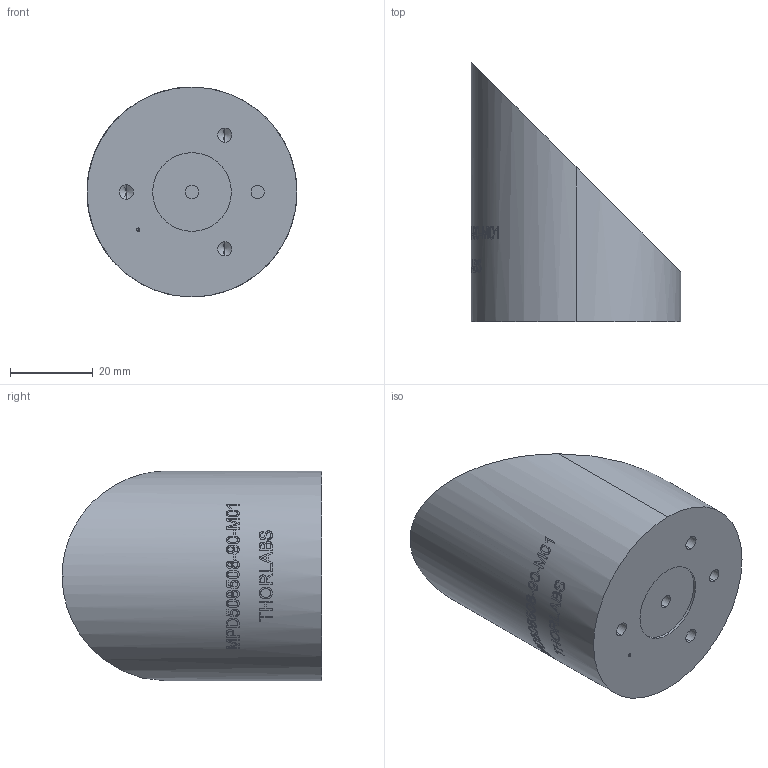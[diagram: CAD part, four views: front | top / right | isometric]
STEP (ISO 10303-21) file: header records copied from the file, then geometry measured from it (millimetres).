
FILE_DESCRIPTION (( 'STEP AP203' ), '1' );
FILE_NAME ('21176-E0W.STEP', '2014-09-08T18:19:24', ( 'admin' ), ( '' ), 'SwSTEP 2.0', 'SolidWorks 2014', '' );
FILE_SCHEMA (( 'CONFIG_CONTROL_DESIGN' ));
Length unit declared in the file: inch
Products named in the file (1): 21176-E0W
Bounding box: 50.8 x 62.8 x 50.8 mm (x, y, z)
Volume: 72082.5 mm3; surface area: 11294 mm2
Topology: 1 solids, 1 shells, 68 faces, 355 edges, 328 vertices
Faces by surface type: cylinder 54, cone 8, plane 4, bspline 2
Entity records: 8540 total; most frequent: CARTESIAN_POINT 5783, ORIENTED_EDGE 694, DIRECTION 375, EDGE_CURVE 347, VERTEX_POINT 328, B_SPLINE_CURVE_WITH_KNOTS 195, AXIS2_PLACEMENT_3D 156, EDGE_LOOP 115
